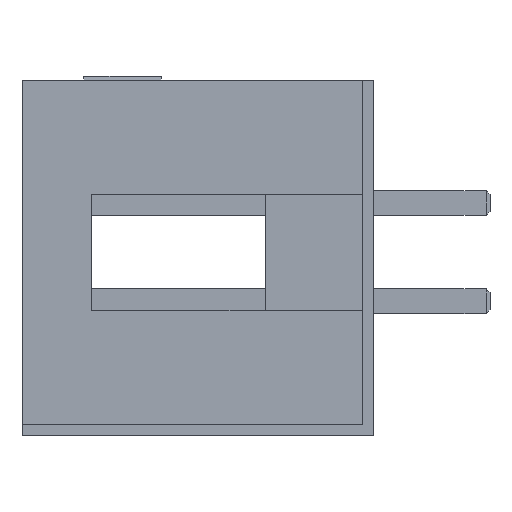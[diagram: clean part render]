
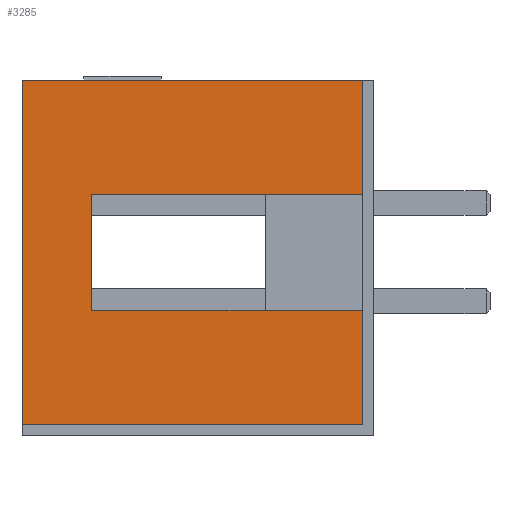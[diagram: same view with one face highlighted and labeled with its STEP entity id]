
A CAD part, left-side view. The second image highlights one B-rep face of the part: STEP entity #3285.
In plain terms, the highlighted planar face has unit normal (-1, 0, 0).
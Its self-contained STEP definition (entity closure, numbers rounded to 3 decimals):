
#88 = EDGE_CURVE ( 'NONE', #2343, #1702, #3719, .T. ) ;
#355 = VECTOR ( 'NONE', #6231, 1000. ) ;
#398 = LINE ( 'NONE', #990, #355 ) ;
#451 = DIRECTION ( 'NONE',  ( 0., 0., -1. ) ) ;
#538 = CARTESIAN_POINT ( 'NONE',  ( -5.17, 7.3, 0.23 ) ) ;
#738 = ORIENTED_EDGE ( 'NONE', *, *, #4169, .T. ) ;
#886 = EDGE_CURVE ( 'NONE', #3488, #1702, #1669, .T. ) ;
#887 = ORIENTED_EDGE ( 'NONE', *, *, #3305, .F. ) ;
#990 = CARTESIAN_POINT ( 'NONE',  ( -5.17, 9.1, 3.18 ) ) ;
#1131 = CARTESIAN_POINT ( 'NONE',  ( -5.17, 0.3, 0.23 ) ) ;
#1170 = DIRECTION ( 'NONE',  ( 0., 0., -1. ) ) ;
#1472 = LINE ( 'NONE', #6801, #4952 ) ;
#1474 = VERTEX_POINT ( 'NONE', #1131 ) ;
#1532 = DIRECTION ( 'NONE',  ( 0., -1., 0. ) ) ;
#1644 = AXIS2_PLACEMENT_3D ( 'NONE', #2832, #2369, #3531 ) ;
#1649 = VECTOR ( 'NONE', #1900, 1000. ) ;
#1664 = ORIENTED_EDGE ( 'NONE', *, *, #2566, .F. ) ;
#1669 = LINE ( 'NONE', #7471, #4737 ) ;
#1674 = DIRECTION ( 'NONE',  ( 0., -1., 0. ) ) ;
#1702 = VERTEX_POINT ( 'NONE', #6631 ) ;
#1900 = DIRECTION ( 'NONE',  ( 0., -1., 0. ) ) ;
#2250 = FACE_OUTER_BOUND ( 'NONE', #7107, .T. ) ;
#2343 = VERTEX_POINT ( 'NONE', #5674 ) ;
#2369 = DIRECTION ( 'NONE',  ( -1., 0., 0. ) ) ;
#2418 = ORIENTED_EDGE ( 'NONE', *, *, #2948, .T. ) ;
#2566 = EDGE_CURVE ( 'NONE', #7205, #1474, #7009, .T. ) ;
#2832 = CARTESIAN_POINT ( 'NONE',  ( -5.17, 9.1, 3.18 ) ) ;
#2833 = CARTESIAN_POINT ( 'NONE',  ( -5.17, 7.3, 0.23 ) ) ;
#2948 = EDGE_CURVE ( 'NONE', #5863, #2343, #5769, .T. ) ;
#3038 = VERTEX_POINT ( 'NONE', #4757 ) ;
#3042 = CARTESIAN_POINT ( 'NONE',  ( -5.17, 0.3, 3.18 ) ) ;
#3052 = VECTOR ( 'NONE', #1674, 1000. ) ;
#3066 = CARTESIAN_POINT ( 'NONE',  ( -5.17, 7.3, 0. ) ) ;
#3195 = EDGE_CURVE ( 'NONE', #3038, #3488, #1472, .T. ) ;
#3213 = ORIENTED_EDGE ( 'NONE', *, *, #886, .F. ) ;
#3285 = ADVANCED_FACE ( 'NONE', ( #2250 ), #4137, .T. ) ;
#3305 = EDGE_CURVE ( 'NONE', #4351, #3038, #5400, .T. ) ;
#3477 = CARTESIAN_POINT ( 'NONE',  ( -5.17, 9.1, 3.18 ) ) ;
#3488 = VERTEX_POINT ( 'NONE', #6244 ) ;
#3531 = DIRECTION ( 'NONE',  ( 0., 0., 1. ) ) ;
#3719 = LINE ( 'NONE', #3837, #1649 ) ;
#3822 = ORIENTED_EDGE ( 'NONE', *, *, #88, .T. ) ;
#3837 = CARTESIAN_POINT ( 'NONE',  ( -5.17, 9.1, -5.72 ) ) ;
#4137 = PLANE ( 'NONE',  #1644 ) ;
#4169 = EDGE_CURVE ( 'NONE', #4351, #1474, #5288, .T. ) ;
#4351 = VERTEX_POINT ( 'NONE', #538 ) ;
#4737 = VECTOR ( 'NONE', #5628, 1000. ) ;
#4757 = CARTESIAN_POINT ( 'NONE',  ( -5.17, 7.3, -2.77 ) ) ;
#4952 = VECTOR ( 'NONE', #1532, 1000. ) ;
#5288 = LINE ( 'NONE', #2833, #3052 ) ;
#5400 = LINE ( 'NONE', #3066, #7411 ) ;
#5509 = DIRECTION ( 'NONE',  ( 0., 0., -1. ) ) ;
#5524 = CARTESIAN_POINT ( 'NONE',  ( -5.17, 9.1, 3.18 ) ) ;
#5628 = DIRECTION ( 'NONE',  ( 0., 0., -1. ) ) ;
#5674 = CARTESIAN_POINT ( 'NONE',  ( -5.17, 9.1, -5.72 ) ) ;
#5711 = CARTESIAN_POINT ( 'NONE',  ( -5.17, 0.3, 3.18 ) ) ;
#5755 = ORIENTED_EDGE ( 'NONE', *, *, #3195, .F. ) ;
#5769 = LINE ( 'NONE', #3477, #6803 ) ;
#5856 = VECTOR ( 'NONE', #451, 1000. ) ;
#5863 = VERTEX_POINT ( 'NONE', #5524 ) ;
#6001 = ORIENTED_EDGE ( 'NONE', *, *, #7070, .F. ) ;
#6231 = DIRECTION ( 'NONE',  ( 0., -1., 0. ) ) ;
#6244 = CARTESIAN_POINT ( 'NONE',  ( -5.17, 0.3, -2.77 ) ) ;
#6631 = CARTESIAN_POINT ( 'NONE',  ( -5.17, 0.3, -5.72 ) ) ;
#6801 = CARTESIAN_POINT ( 'NONE',  ( -5.17, 7.3, -2.77 ) ) ;
#6803 = VECTOR ( 'NONE', #1170, 1000. ) ;
#7009 = LINE ( 'NONE', #5711, #5856 ) ;
#7070 = EDGE_CURVE ( 'NONE', #5863, #7205, #398, .T. ) ;
#7107 = EDGE_LOOP ( 'NONE', ( #738, #1664, #6001, #2418, #3822, #3213, #5755, #887 ) ) ;
#7205 = VERTEX_POINT ( 'NONE', #3042 ) ;
#7411 = VECTOR ( 'NONE', #5509, 1000. ) ;
#7471 = CARTESIAN_POINT ( 'NONE',  ( -5.17, 0.3, 3.18 ) ) ;
